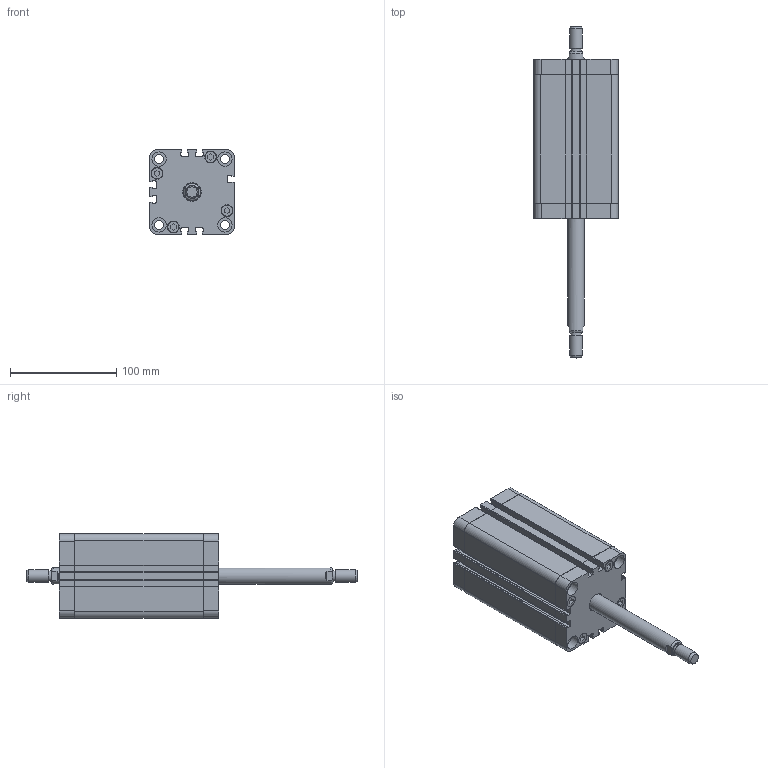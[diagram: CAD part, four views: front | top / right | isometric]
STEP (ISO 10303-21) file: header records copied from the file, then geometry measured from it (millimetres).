
FILE_DESCRIPTION((''),'2;1');
FILE_NAME('ADMP063.100.GS.M.stp','2011-08-25T12:06:12',('Administrator'),(''),'Autodesk Inventor 2012','Autodesk Inventor 2012','');
FILE_SCHEMA(('AUTOMOTIVE_DESIGN { 1 0 10303 214 1 1 1 1 }'));
Length unit declared in the file: millimetre
Products named in the file (1): ADMP063.100.GS.M
Bounding box: 80 x 313 x 80 mm (x, y, z)
Volume: 897422.7 mm3; surface area: 100706.9 mm2
Topology: 1 solids, 1 shells, 420 faces, 1169 edges, 791 vertices
Faces by surface type: plane 228, cylinder 186, cone 4, torus 2
Full cylindrical faces by diameter (mm): 8.376 x4, 8.566 x2, 10 x2, 10.5 x8, 11.1 x8, 12 x2, 13.5 x8, 16 x2, 17.6 x1, 18 x1
Entity records: 13869 total; most frequent: CARTESIAN_POINT 2415, DIRECTION 2318, ORIENTED_EDGE 2244, EDGE_CURVE 1122, VERTEX_POINT 788, AXIS2_PLACEMENT_3D 779, VECTOR 760, LINE 760
